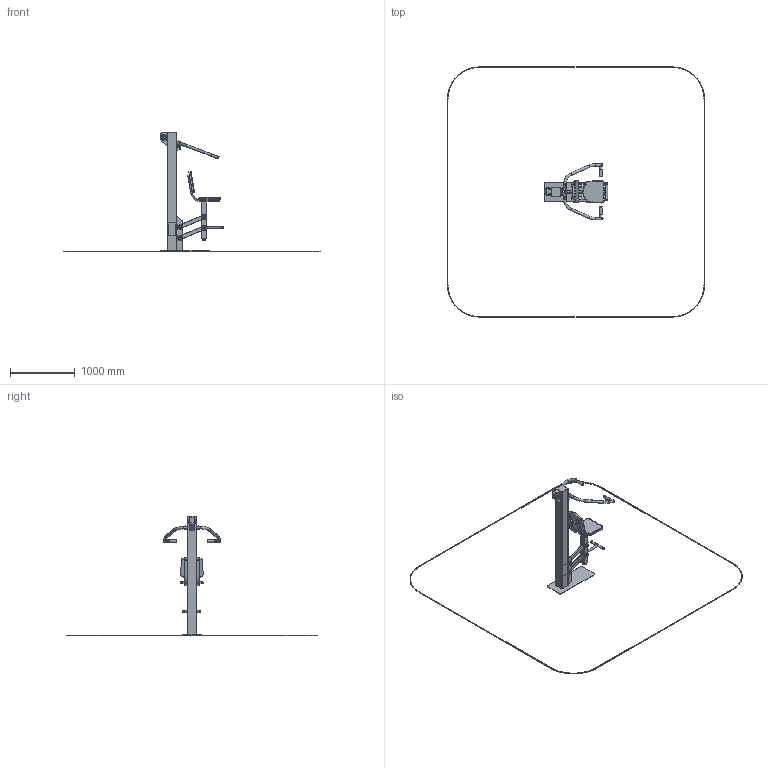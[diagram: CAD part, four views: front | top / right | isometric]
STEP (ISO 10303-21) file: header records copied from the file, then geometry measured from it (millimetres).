
FILE_DESCRIPTION(('STEP AP214'), '1');
FILE_NAME('衵-10', '', ('UNSPECIFIED'), ('UNSPECIFIED'), 'C3D Converter', 'C3D Toolkit', '');
FILE_SCHEMA(('AUTOMOTIVE_DESIGN { 1 0 10303 214 3 1 1}'));
Length unit declared in the file: millimetre
Products named in the file (60): УТ-10.1Н.00.02.00; УТ-10.1Н.00.02.04; УТ-10.1Н.00.02.03; УТ-10.1Н.00.02.02; УТ-10.1Н.00.02.07; УТ-10.1Н.01.00.00; УТ-10.1Н.01.01.00; УТ-10.1Н.01.01.04; УТ-10.1Н.01.01.02; УТ-10.1Н.01.01.05; УТ-10.1Н.03.00.00; УТ-10.1Н.03.01.00; УТ-10.1Н.03.01.03; УТ-11.03.01.04; УТ-10.1Н.03.01.02; УТ-10.1Н.00.03.00; УТ-10.1Н.00.03.01; УТ-10.1Н.02.00.00; УТ-10.1Н.02.01.00; УТ-10.1Н.02.01.03; УТ-10.1Н.02.01.01; УТ-10.1Н.02.01.02; УТ-07.1.14.02.01.03; УТ-10.1Н.00.00.04; ФК-03.03; УТ-10.1Н.00.01.02
Assembly tree (97 placements, depth 4):
  (unnamed)
    УТ-10.1Н.00.02.00
      УТ-10.1Н.00.02.04
      (unnamed)
      УТ-10.1Н.00.02.03  x2
      УТ-10.1Н.00.02.02  x2
      (unnamed)
      УТ-10.1Н.00.02.07
      (unnamed)  x2
      (unnamed)
    (unnamed)
      (unnamed)
    (unnamed)
      (unnamed)
      (unnamed)
      (unnamed)  x2
    УТ-10.1Н.01.00.00
      УТ-10.1Н.01.01.00
        (unnamed)
        УТ-10.1Н.01.01.04
        (unnamed)
        УТ-10.1Н.01.01.02
        УТ-10.1Н.01.01.05
      (unnamed)  x2
      (unnamed)
    (unnamed)
    УТ-10.1Н.03.00.00
      УТ-10.1Н.03.01.00
        УТ-10.1Н.03.01.03
        (unnamed)
        УТ-11.03.01.04  x2
        УТ-10.1Н.03.01.02
        (unnamed)
        (unnamed)
        (unnamed)
        (unnamed)
      (unnamed)  x2
      (unnamed)  x2
    УТ-10.1Н.00.03.00
      УТ-10.1Н.00.03.01
    УТ-10.1Н.02.00.00
      УТ-10.1Н.02.01.00
        УТ-10.1Н.02.01.03
        УТ-10.1Н.02.01.01
        УТ-10.1Н.02.01.02  x2
      УТ-07.1.14.02.01.03  x4
      (unnamed)  x2
    УТ-10.1Н.00.00.04  x3
    (unnamed)
      (unnamed)
        ФК-03.03  x6
        (unnamed)  x2
        (unnamed)  x3
      (unnamed)  x6
        (unnamed)
        (unnamed)
        (unnamed)
    (unnamed)  x10
      (unnamed)
        УТ-10.1Н.00.01.02
Bounding box: 3978.53 x 3870 x 1854 mm (x, y, z)
Volume: 19374546.4 mm3; surface area: 6411964 mm2
Topology: 74 solids, 74 shells, 1115 faces, 2484 edges, 1566 vertices
Faces by surface type: plane 546, cylinder 387, torus 138, cone 44
Full cylindrical faces by diameter (mm): 5 x2, 6.647 x1, 8 x3, 14 x2, 26 x2, 28 x3, 28.4 x3, 30 x2, 32 x7, 34 x8, 34.4 x1, 34.5 x2, 36.8 x1, 38.376 x2, 39.4 x2, 40 x9, 40.5 x1, 47 x6, 47.5 x2, 49 x2, 49.2 x3, 55 x10, 57 x4, 58 x10, 59 x6, 60 x2, 64 x10
Entity records: 27977 total; most frequent: CARTESIAN_POINT 4304, DIRECTION 3266, ORIENTED_EDGE 2680, EDGE_CURVE 1340, AXIS2_PLACEMENT_3D 1248, VERTEX_POINT 920, EDGE_LOOP 786, LINE 770
